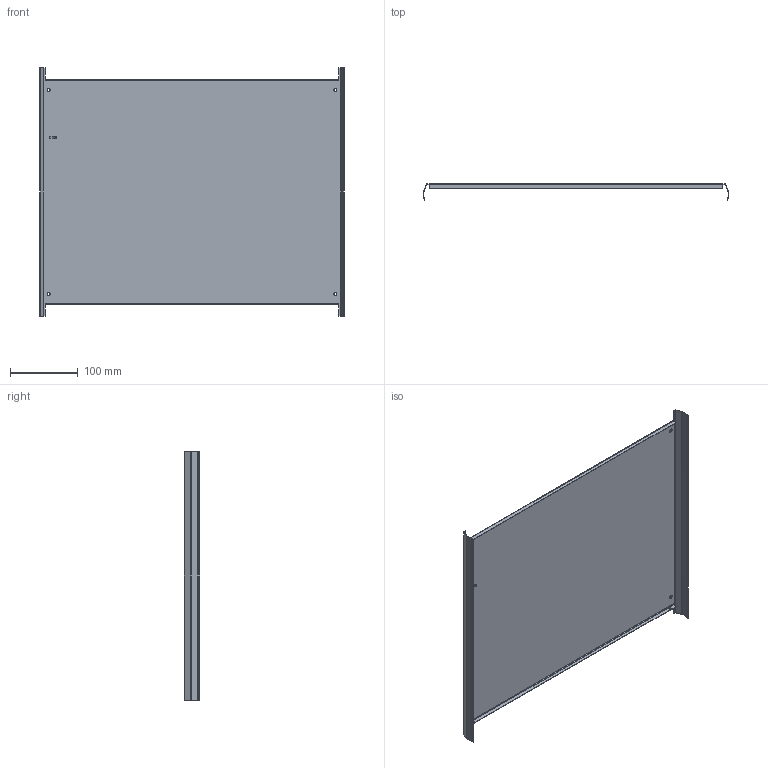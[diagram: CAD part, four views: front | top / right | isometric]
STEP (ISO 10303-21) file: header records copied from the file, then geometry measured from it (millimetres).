
FILE_DESCRIPTION((''),'2;1');
FILE_NAME('P00458XXMRXX_365','2014-09-05T',('wkoerber'),(''),'PRO/ENGINEER BY PARAMETRIC TECHNOLOGY CORPORATION, 2010160','PRO/ENGINEER BY PARAMETRIC TECHNOLOGY CORPORATION, 2010160','');
FILE_SCHEMA(('AUTOMOTIVE_DESIGN { 1 0 10303 214 1 1 1 1 }'));
Length unit declared in the file: millimetre
Products named in the file (1): P00458XXMRXX_365
Bounding box: 449 x 23.5 x 365.4 mm (x, y, z)
Volume: 118298.7 mm3; surface area: 339353.6 mm2
Topology: 2 solids, 2 shells, 124 faces, 272 edges, 152 vertices
Faces by surface type: plane 90, cylinder 26, cone 8
Entity records: 3386 total; most frequent: DIRECTION 588, CARTESIAN_POINT 549, ORIENTED_EDGE 544, EDGE_CURVE 272, VECTOR 204, LINE 204, AXIS2_PLACEMENT_3D 192, VERTEX_POINT 152
